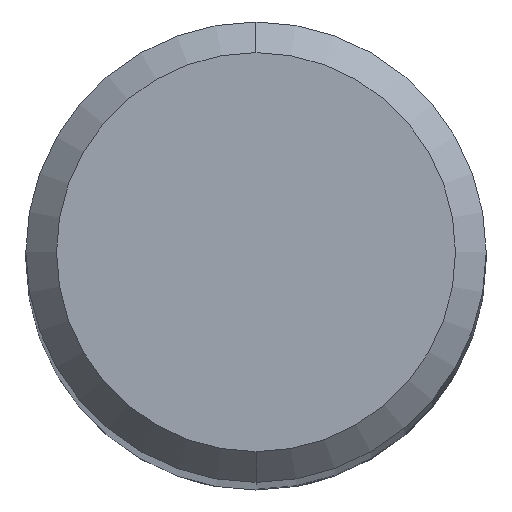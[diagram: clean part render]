
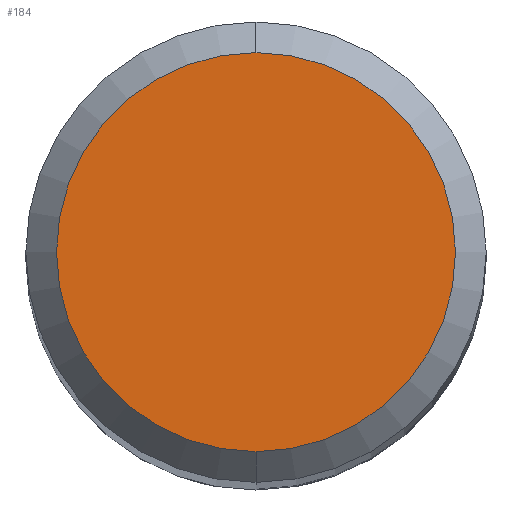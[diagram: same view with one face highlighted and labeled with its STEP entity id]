
A CAD part, top view. The second image highlights one B-rep face of the part: STEP entity #184.
In plain terms, the highlighted planar face has unit normal (0, 0, 1).
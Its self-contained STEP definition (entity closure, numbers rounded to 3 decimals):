
#114=VERTEX_POINT('',#253);
#120=EDGE_CURVE('',#186,#114,#260,.T.);
#184=ADVANCED_FACE('',(#329),#330,.T.);
#186=VERTEX_POINT('',#332);
#198=EDGE_CURVE('',#114,#186,#344,.T.);
#253=CARTESIAN_POINT('',(0.,-2.6,0.0));
#260=CIRCLE('',#409,2.6);
#329=FACE_OUTER_BOUND('',#497,.T.);
#330=PLANE('',#498);
#332=CARTESIAN_POINT('',(0.0,2.6,0.0));
#344=CIRCLE('',#516,2.6);
#409=AXIS2_PLACEMENT_3D('',#586,#587,#588);
#497=EDGE_LOOP('',(#664,#665));
#498=AXIS2_PLACEMENT_3D('',#666,#667,#668);
#516=AXIS2_PLACEMENT_3D('',#678,#679,#680);
#586=CARTESIAN_POINT('',(0.0,0.0,0.0));
#587=DIRECTION('',(0.0,0.0,-1.0));
#588=DIRECTION('',(0.0,1.0,0.0));
#664=ORIENTED_EDGE('',*,*,#120,.F.);
#665=ORIENTED_EDGE('',*,*,#198,.F.);
#666=CARTESIAN_POINT('',(0.0,1.3,0.0));
#667=DIRECTION('',(-0.0,0.0,1.0));
#668=DIRECTION('',(0.0,-1.0,0.0));
#678=CARTESIAN_POINT('',(0.0,0.0,0.0));
#679=DIRECTION('',(0.0,0.0,-1.0));
#680=DIRECTION('',(0.0,1.0,0.0));
